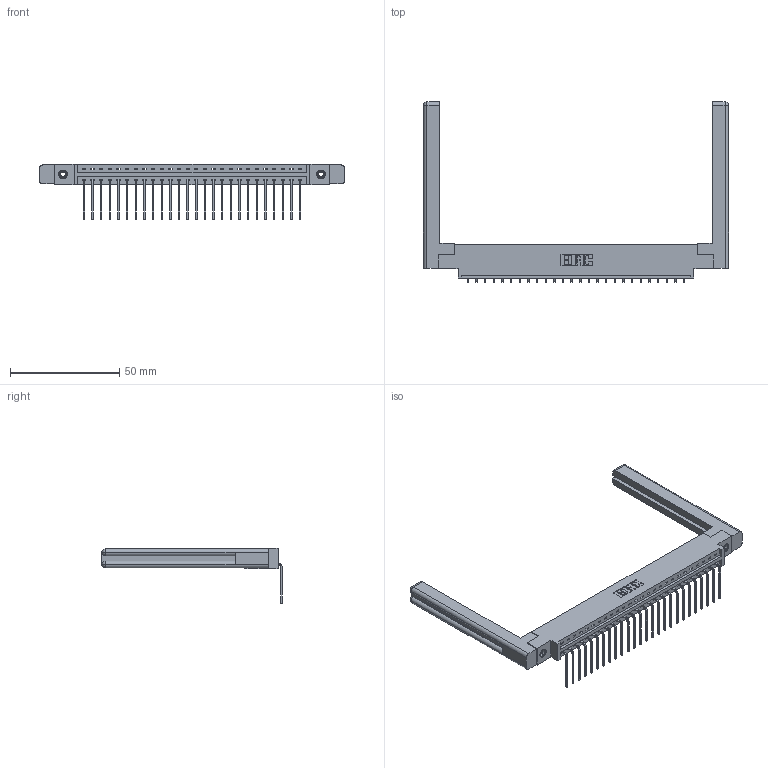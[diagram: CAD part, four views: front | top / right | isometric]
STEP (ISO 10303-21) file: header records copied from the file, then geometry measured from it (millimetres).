
FILE_DESCRIPTION (( 'STEP AP203' ), '1' );
FILE_NAME ('387-026-559-658.STEP', '2019-10-03T13:15:55', ( '' ), ( '' ), 'SwSTEP 2.0', 'SolidWorks 2016', '' );
FILE_SCHEMA (( 'CONFIG_CONTROL_DESIGN' ));
Length unit declared in the file: inch
Products named in the file (5): 387-026-559-658; 345-250-001_345-250-001-102; 337 Part_0.170 Offset - 0.156 Dia-TI; 345-292-001_558 559 Tail - 1; 307-220-058
Assembly tree (31 placements, depth 2):
  387-026-559-658
    337 Part_0.170 Offset - 0.156 Dia-TI
    345-292-001_558 559 Tail - 1  x26
    345-250-001_345-250-001-102  x2
    307-220-058  x2
Bounding box: 139.65 x 82.49 x 25.53 mm (x, y, z)
Volume: 21445.2 mm3; surface area: 20512.3 mm2
Topology: 31 solids, 31 shells, 1924 faces, 5721 edges, 3766 vertices
Faces by surface type: plane 1406, cylinder 494, cone 12, torus 12
Entity records: 24246 total; most frequent: CARTESIAN_POINT 4223, ORIENTED_EDGE 4124, DIRECTION 3606, EDGE_CURVE 2062, VECTOR 1886, LINE 1886, VERTEX_POINT 1366, AXIS2_PLACEMENT_3D 860
